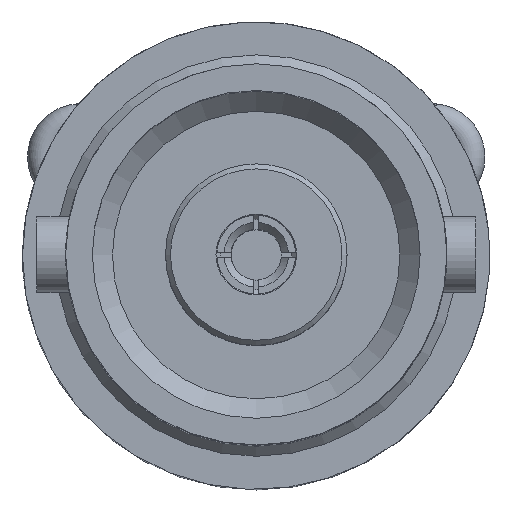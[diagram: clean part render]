
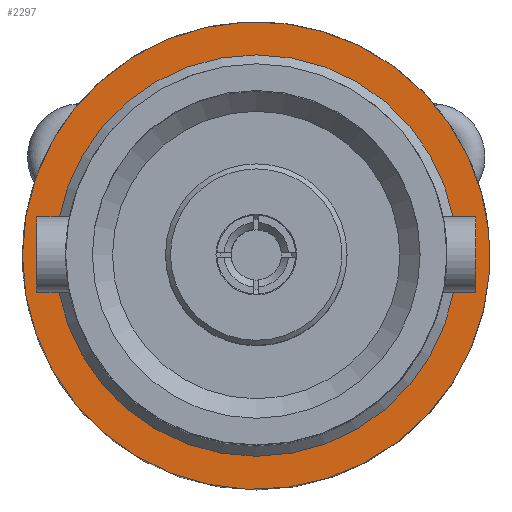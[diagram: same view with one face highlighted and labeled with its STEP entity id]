
A CAD part, top view. The second image highlights one B-rep face of the part: STEP entity #2297.
In plain terms, the highlighted planar face has unit normal (0, 0, 1).
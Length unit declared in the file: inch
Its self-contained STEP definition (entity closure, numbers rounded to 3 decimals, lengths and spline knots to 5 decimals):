
#95 = DIRECTION ( 'NONE',  ( 0., 0., -1. ) ) ;
#100 = CARTESIAN_POINT ( 'NONE',  ( -0.23179, 0., -0.765 ) ) ;
#119 = EDGE_LOOP ( 'NONE', ( #485 ) ) ;
#148 = CARTESIAN_POINT ( 'NONE',  ( 0., 0., -0.765 ) ) ;
#276 = ORIENTED_EDGE ( 'NONE', *, *, #463, .T. ) ;
#358 = CARTESIAN_POINT ( 'NONE',  ( 0., 0., -0.765 ) ) ;
#463 = EDGE_CURVE ( 'NONE', #1439, #1439, #864, .T. ) ;
#485 = ORIENTED_EDGE ( 'NONE', *, *, #804, .F. ) ;
#512 = PLANE ( 'NONE',  #1216 ) ;
#579 = AXIS2_PLACEMENT_3D ( 'NONE', #148, #927, #2455 ) ;
#682 = FACE_BOUND ( 'NONE', #1604, .T. ) ;
#804 = EDGE_CURVE ( 'NONE', #1831, #1831, #1466, .T. ) ;
#864 = CIRCLE ( 'NONE', #579, 0.199 ) ;
#875 = CARTESIAN_POINT ( 'NONE',  ( 0., 0., -0.765 ) ) ;
#905 = DIRECTION ( 'NONE',  ( 0., 0., -1. ) ) ;
#921 = DIRECTION ( 'NONE',  ( -1., 0., 0. ) ) ;
#927 = DIRECTION ( 'NONE',  ( 0., 0., -1. ) ) ;
#1216 = AXIS2_PLACEMENT_3D ( 'NONE', #875, #95, #1445 ) ;
#1439 = VERTEX_POINT ( 'NONE', #2206 ) ;
#1445 = DIRECTION ( 'NONE',  ( -1., 0., 0. ) ) ;
#1466 = CIRCLE ( 'NONE', #2431, 0.23179 ) ;
#1604 = EDGE_LOOP ( 'NONE', ( #276 ) ) ;
#1809 = FACE_OUTER_BOUND ( 'NONE', #119, .T. ) ;
#1831 = VERTEX_POINT ( 'NONE', #100 ) ;
#2206 = CARTESIAN_POINT ( 'NONE',  ( -0.199, 0., -0.765 ) ) ;
#2297 = ADVANCED_FACE ( 'NONE', ( #682, #1809 ), #512, .F. ) ;
#2431 = AXIS2_PLACEMENT_3D ( 'NONE', #358, #905, #921 ) ;
#2455 = DIRECTION ( 'NONE',  ( -1., 0., 0. ) ) ;
